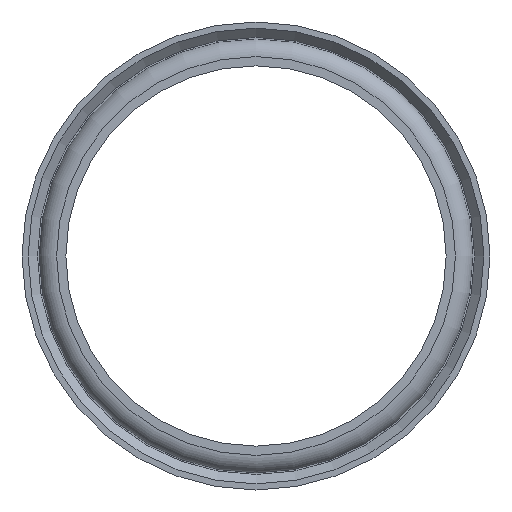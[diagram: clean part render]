
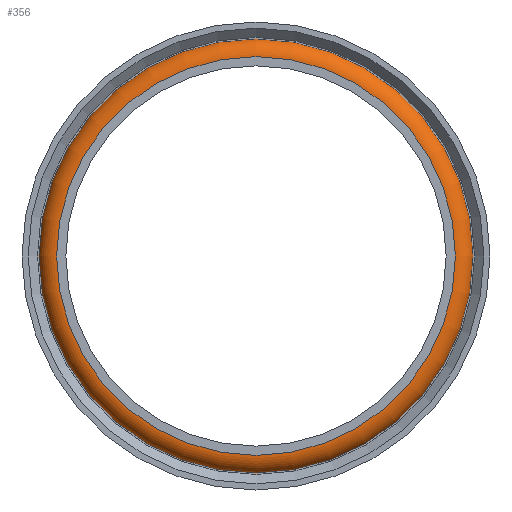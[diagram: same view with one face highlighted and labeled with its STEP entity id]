
A CAD part, front view. The second image highlights one B-rep face of the part: STEP entity #356.
In plain terms, the highlighted toroidal (fillet/blend) face has major radius 645 mm and minor radius 60 mm.
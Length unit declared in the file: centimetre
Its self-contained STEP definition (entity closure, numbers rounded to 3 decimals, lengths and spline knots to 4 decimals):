
#61=TOROIDAL_SURFACE('',#402,64.5,6.);
#85=FACE_OUTER_BOUND('',#113,.T.);
#113=EDGE_LOOP('',(#294,#295,#296,#297));
#142=CIRCLE('',#401,70.1569);
#143=CIRCLE('',#403,64.5);
#144=CIRCLE('',#404,6.);
#176=VERTEX_POINT('',#629);
#177=VERTEX_POINT('',#632);
#217=EDGE_CURVE('',#176,#176,#142,.T.);
#218=EDGE_CURVE('',#177,#177,#143,.T.);
#219=EDGE_CURVE('',#177,#176,#144,.T.);
#294=ORIENTED_EDGE('',*,*,#218,.F.);
#295=ORIENTED_EDGE('',*,*,#219,.T.);
#296=ORIENTED_EDGE('',*,*,#217,.T.);
#297=ORIENTED_EDGE('',*,*,#219,.F.);
#356=ADVANCED_FACE('',(#85),#61,.T.);
#401=AXIS2_PLACEMENT_3D('',#630,#508,#509);
#402=AXIS2_PLACEMENT_3D('',#631,#510,#511);
#403=AXIS2_PLACEMENT_3D('',#633,#512,#513);
#404=AXIS2_PLACEMENT_3D('',#634,#514,#515);
#508=DIRECTION('center_axis',(0.,-1.,0.));
#509=DIRECTION('ref_axis',(1.,0.,0.));
#510=DIRECTION('center_axis',(0.,-1.,0.));
#511=DIRECTION('ref_axis',(0.,0.,-1.));
#512=DIRECTION('center_axis',(0.,-1.,0.));
#513=DIRECTION('ref_axis',(1.,0.,0.));
#514=DIRECTION('center_axis',(-1.,0.,0.));
#515=DIRECTION('ref_axis',(0.,0.,1.));
#629=CARTESIAN_POINT('',(123.0343,30.7482,70.1569));
#630=CARTESIAN_POINT('Origin',(123.0343,30.7482,0.));
#631=CARTESIAN_POINT('Origin',(123.0343,32.7482,0.));
#632=CARTESIAN_POINT('',(123.0343,26.7482,64.5));
#633=CARTESIAN_POINT('Origin',(123.0343,26.7482,0.));
#634=CARTESIAN_POINT('Origin',(123.0343,32.7482,64.5));
